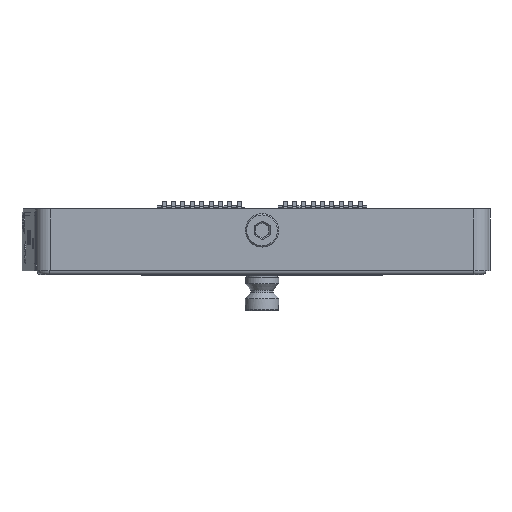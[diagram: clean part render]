
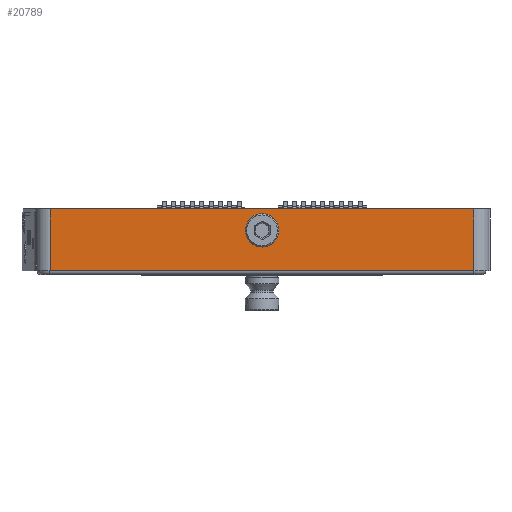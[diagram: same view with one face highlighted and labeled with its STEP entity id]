
A CAD part, left-side view. The second image highlights one B-rep face of the part: STEP entity #20789.
In plain terms, the highlighted planar face has unit normal (-1, 0, 0).
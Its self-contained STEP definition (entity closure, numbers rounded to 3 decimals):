
#1533 = EDGE_CURVE ( 'NONE', #24629, #21687, #26391, .T. ) ;
#1809 = ORIENTED_EDGE ( 'NONE', *, *, #23667, .T. ) ;
#3094 = LINE ( 'NONE', #24230, #38440 ) ;
#3255 = ORIENTED_EDGE ( 'NONE', *, *, #1533, .F. ) ;
#4157 = CARTESIAN_POINT ( 'NONE',  ( -86., 4.5, -5.75 ) ) ;
#4939 = FACE_OUTER_BOUND ( 'NONE', #30449, .T. ) ;
#5362 = CIRCLE ( 'NONE', #42519, 3.125 ) ;
#6860 = VECTOR ( 'NONE', #33866, 1000. ) ;
#8147 = VECTOR ( 'NONE', #37409, 1000. ) ;
#9106 = EDGE_CURVE ( 'NONE', #38506, #21898, #3094, .T. ) ;
#9155 = CARTESIAN_POINT ( 'NONE',  ( -86., 44., 1.75 ) ) ;
#11342 = DIRECTION ( 'NONE',  ( 0., 0., 1. ) ) ;
#12535 = DIRECTION ( 'NONE',  ( 0., 1., 0. ) ) ;
#13483 = ORIENTED_EDGE ( 'NONE', *, *, #9106, .T. ) ;
#16628 = CARTESIAN_POINT ( 'NONE',  ( -86., 4.5, -5.75 ) ) ;
#17727 = EDGE_LOOP ( 'NONE', ( #42653 ) ) ;
#19050 = CARTESIAN_POINT ( 'NONE',  ( -86., 83.5, -5.75 ) ) ;
#19146 = ORIENTED_EDGE ( 'NONE', *, *, #42325, .F. ) ;
#20105 = DIRECTION ( 'NONE',  ( 0., 0., 1. ) ) ;
#20789 = ADVANCED_FACE ( 'NONE', ( #41437, #4939 ), #43969, .T. ) ;
#21687 = VERTEX_POINT ( 'NONE', #39547 ) ;
#21898 = VERTEX_POINT ( 'NONE', #33805 ) ;
#22777 = LINE ( 'NONE', #39761, #39984 ) ;
#23667 = EDGE_CURVE ( 'NONE', #24629, #38506, #22777, .T. ) ;
#24230 = CARTESIAN_POINT ( 'NONE',  ( -86., 4.5, -5.75 ) ) ;
#24629 = VERTEX_POINT ( 'NONE', #19050 ) ;
#25095 = LINE ( 'NONE', #44077, #6860 ) ;
#26361 = VERTEX_POINT ( 'NONE', #35924 ) ;
#26391 = LINE ( 'NONE', #33936, #8147 ) ;
#27912 = AXIS2_PLACEMENT_3D ( 'NONE', #16628, #40702, #20105 ) ;
#29954 = EDGE_CURVE ( 'NONE', #26361, #26361, #5362, .T. ) ;
#30449 = EDGE_LOOP ( 'NONE', ( #19146, #3255, #1809, #13483 ) ) ;
#33116 = DIRECTION ( 'NONE',  ( 1., 0., 0. ) ) ;
#33805 = CARTESIAN_POINT ( 'NONE',  ( -86., 4.5, 5.75 ) ) ;
#33866 = DIRECTION ( 'NONE',  ( 0., -1., 0. ) ) ;
#33936 = CARTESIAN_POINT ( 'NONE',  ( -86., 83.5, -5.75 ) ) ;
#35924 = CARTESIAN_POINT ( 'NONE',  ( -86., 47.125, 1.75 ) ) ;
#37409 = DIRECTION ( 'NONE',  ( 0., 0., 1. ) ) ;
#38440 = VECTOR ( 'NONE', #11342, 1000. ) ;
#38506 = VERTEX_POINT ( 'NONE', #4157 ) ;
#39547 = CARTESIAN_POINT ( 'NONE',  ( -86., 83.5, 5.75 ) ) ;
#39761 = CARTESIAN_POINT ( 'NONE',  ( -86., 4.5, -5.75 ) ) ;
#39984 = VECTOR ( 'NONE', #43175, 1000. ) ;
#40702 = DIRECTION ( 'NONE',  ( -1., 0., 0. ) ) ;
#41437 = FACE_BOUND ( 'NONE', #17727, .T. ) ;
#42325 = EDGE_CURVE ( 'NONE', #21687, #21898, #25095, .T. ) ;
#42519 = AXIS2_PLACEMENT_3D ( 'NONE', #9155, #33116, #12535 ) ;
#42653 = ORIENTED_EDGE ( 'NONE', *, *, #29954, .T. ) ;
#43175 = DIRECTION ( 'NONE',  ( 0., -1., 0. ) ) ;
#43969 = PLANE ( 'NONE',  #27912 ) ;
#44077 = CARTESIAN_POINT ( 'NONE',  ( -86., 4.5, 5.75 ) ) ;
